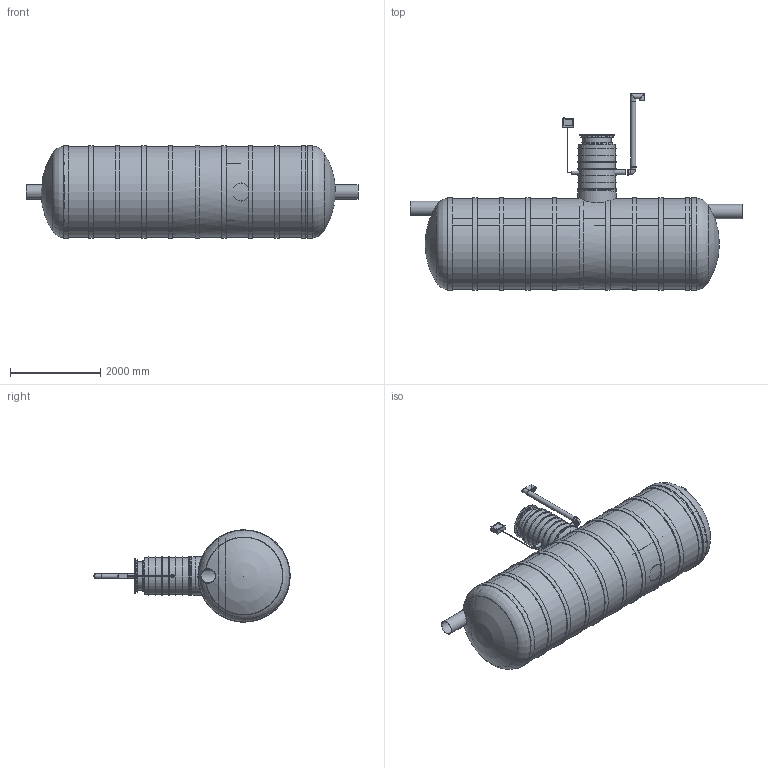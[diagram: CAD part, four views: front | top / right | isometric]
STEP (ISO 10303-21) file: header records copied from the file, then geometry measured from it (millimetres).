
FILE_DESCRIPTION(/* description */ ('Unknown'),/* implementation_level */ '2;1');
FILE_NAME(/* name */ 'EQ 1.klassi õlieraldaja NS65 ilma liivata',/* time_stamp */ '2023-04-13T13:30:20+03:00',/* author */ ('Unknown'),/* organization */ ('Unknown'),/* preprocessor_version */ 'ST-DEVELOPER v18.1',/* originating_system */ 'Solid Edge',/* authorisation */ 'Unknown');
FILE_SCHEMA (('AUTOMOTIVE_DESIGN {1 0 10303 214 3 1 1}'));
Length unit declared in the file: millimetre
Products named in the file (42): EQ 1.klassi eraldaja NS65 ilma liivata; EQ D2000 NS65 kestakoost 16.03.23; silinder D2000 NS65 16.03.23; 43572 ots1 D2000; 43572 ots2 D2000; PVC_polv_315; 43572 sisend D315; 43572 väljundi_pikk D315; PVC Kaksikmuhv d315; 2650.200 NS65 filtrikastikoost; 2650.201 vahesein2; 2650.202 pohjaplaat filtrikastile; Raam kahele filtriplokile 2631.000_var2; 2631.001_var2; 2631.002_var2; Polt_M6x20HK; Mutter M6 a2_NY; Filter HD Q-PAC; 2650.203 kylgsein filtrikastile; 2650.204 otsaplaat filtrikastile; 2650.205 tugi filtrikastile; D800 KP silinder 9.12.19; olimaht NS65 ilma liivata 16.03.23; 2703.001; 2697.001 tihend teeninduskaevule 670_var2; Ujuk_oa_0; RoundTubing 25x2.3_oa_1; Ujuk_oa_2; Ujuk_oa_3; elektrikarp loikefotole; Malmluuk_D600_(Ginmika); Malmluugi_korpus_D600_(Ginmika); Malmluugi_kaan_D600_(Ginmika); efektiivne maht NS65 16.03.23; RoundTubing 63x4.7_oa_4; RoundTubing 110x6.6_oa_5; PE_vent_malm_L=1500; PVC_polv_110; PE venttoru DN100 L=1500; Rotoventiots ...
Assembly tree (63 placements, depth 5):
  EQ 1.klassi eraldaja NS65 ilma liivata
    EQ D2000 NS65 kestakoost 16.03.23
      silinder D2000 NS65 16.03.23
      43572 ots1 D2000
      43572 ots2 D2000
      PVC_polv_315  x2
      43572 sisend D315  x2
      43572 väljundi_pikk D315
      PVC Kaksikmuhv d315
      2650.200 NS65 filtrikastikoost
        2650.201 vahesein2
        2650.202 pohjaplaat filtrikastile
        Raam kahele filtriplokile 2631.000_var2  x16
          2631.001_var2
          2631.002_var2
          Polt_M6x20HK
          Mutter M6 a2_NY
          Filter HD Q-PAC
        2650.203 kylgsein filtrikastile  x2
        2650.204 otsaplaat filtrikastile  x2
        2650.205 tugi filtrikastile
      D800 KP silinder 9.12.19
    olimaht NS65 ilma liivata 16.03.23
    2703.001
    2697.001 tihend teeninduskaevule 670_var2
    Ujuk_oa_0
    RoundTubing 25x2.3_oa_1
    Ujuk_oa_2
    Ujuk_oa_3
    elektrikarp loikefotole
    Malmluuk_D600_(Ginmika)
      Malmluugi_korpus_D600_(Ginmika)
      Malmluugi_kaan_D600_(Ginmika)
    efektiivne maht NS65 16.03.23
    RoundTubing 63x4.7_oa_4
    RoundTubing 110x6.6_oa_5
    PE_vent_malm_L=1500
      PVC_polv_110
      PE venttoru DN100 L=1500
      Rotoventiots
    D800 uus rotost teeninduskaev_lisaga 39580
    Tihend teeninduskaevule 800
Bounding box: 7365 x 4354.62 x 2048 mm (x, y, z)
Volume: 17929824906.2 mm3; surface area: 230137086 mm2
Topology: 165 solids, 165 shells, 3031 faces, 6918 edges, 4288 vertices
Faces by surface type: plane 2223, cylinder 712, cone 48, torus 31, sphere 9, bspline 8
Full cylindrical faces by diameter (mm): 4.917 x32, 6 x33, 7 x64, 8 x48, 8.5 x3, 10 x79, 20 x1, 20.4 x1, 25 x1, 53.6 x1, 63 x1, 96.8 x1, 100 x2, 103.2 x3, 105 x1, 110 x9, 120 x2, 130 x2, 302.6 x3, 305 x5, 315 x13, 325 x2, 330 x1, 335 x2, 361 x2, 380 x1, 400 x1, 595 x1, 600 x1, 609 x1
Entity records: 15652 total; most frequent: CARTESIAN_POINT 3300, DIRECTION 2490, ORIENTED_EDGE 1752, AXIS2_PLACEMENT_3D 1042, EDGE_LOOP 926, FACE_BOUND 926, EDGE_CURVE 876, VERTEX_POINT 670
